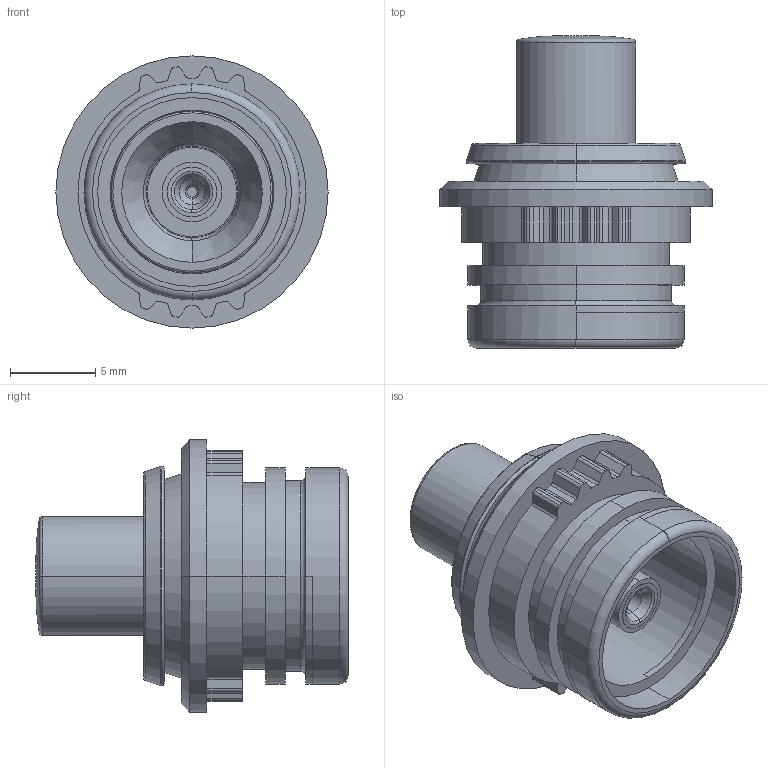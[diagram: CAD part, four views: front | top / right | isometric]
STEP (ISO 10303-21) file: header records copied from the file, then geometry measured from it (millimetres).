
FILE_DESCRIPTION(('STEP AP242'),'1');
FILE_NAME('switch_zce10.stp','2019-09-09T13:29:16',('TraceParts'),('TraceParts S.A.'),'Spatial InterOp 3D',' ',' ');
FILE_SCHEMA(('AP242_MANAGED_MODEL_BASED_3D_ENGINEERING_MIM_LF {1 0 10303 442 1 1 4}'));
Length unit declared in the file: millimetre
Products named in the file (1): switch_zce10_1
Bounding box: 16 x 18.35 x 16 mm (x, y, z)
Volume: 1119.2 mm3; surface area: 2240.6 mm2
Topology: 6 solids, 6 shells, 242 faces, 591 edges, 375 vertices
Faces by surface type: cylinder 111, torus 54, plane 43, cone 30, bspline 2, sphere 2
Entity records: 7356 total; most frequent: DIRECTION 1471, CARTESIAN_POINT 1266, ORIENTED_EDGE 1178, AXIS2_PLACEMENT_3D 636, EDGE_CURVE 589, CIRCLE 390, VERTEX_POINT 375, EDGE_LOOP 266
